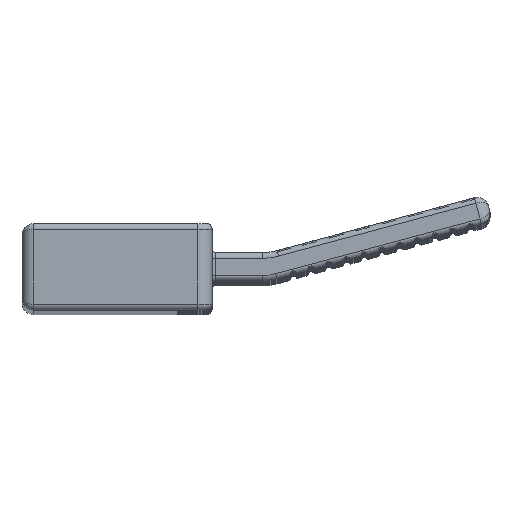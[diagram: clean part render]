
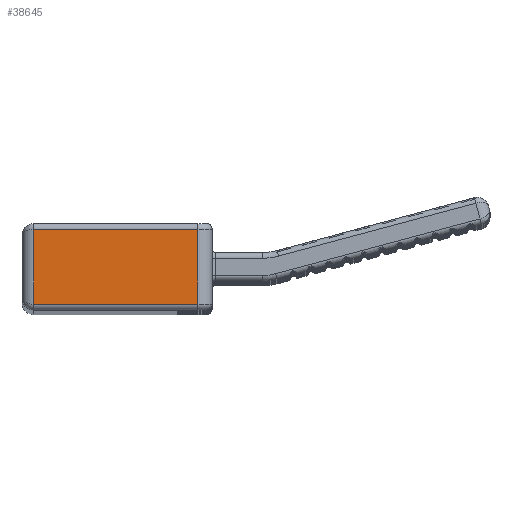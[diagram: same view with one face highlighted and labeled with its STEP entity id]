
A CAD part, top view. The second image highlights one B-rep face of the part: STEP entity #38645.
In plain terms, the highlighted planar face has unit normal (0, 0, 1).
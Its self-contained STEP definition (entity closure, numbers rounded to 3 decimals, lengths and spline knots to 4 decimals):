
#1240=PLANE('',#41240);
#4491=FACE_OUTER_BOUND('',#6807,.T.);
#6807=EDGE_LOOP('',(#27102,#27103,#27104,#27105));
#9315=LINE('',#56903,#12351);
#9320=LINE('',#56927,#12356);
#9321=LINE('',#56931,#12357);
#9322=LINE('',#56932,#12358);
#12351=VECTOR('',#45935,5.7);
#12356=VECTOR('',#45968,2.6);
#12357=VECTOR('',#45973,2.6);
#12358=VECTOR('',#45974,5.7);
#17483=VERTEX_POINT('',#56897);
#17484=VERTEX_POINT('',#56901);
#17489=VERTEX_POINT('',#56926);
#17490=VERTEX_POINT('',#56930);
#21097=EDGE_CURVE('',#17483,#17484,#9315,.T.);
#21109=EDGE_CURVE('',#17484,#17489,#9320,.T.);
#21111=EDGE_CURVE('',#17490,#17483,#9321,.T.);
#21112=EDGE_CURVE('',#17489,#17490,#9322,.T.);
#27102=ORIENTED_EDGE('',*,*,#21097,.F.);
#27103=ORIENTED_EDGE('',*,*,#21111,.F.);
#27104=ORIENTED_EDGE('',*,*,#21112,.F.);
#27105=ORIENTED_EDGE('',*,*,#21109,.F.);
#38645=ADVANCED_FACE('',(#4491),#1240,.T.);
#41240=AXIS2_PLACEMENT_3D('',#56929,#45971,#45972);
#45935=DIRECTION('',(1.,0.,0.));
#45968=DIRECTION('',(0.,-1.,0.));
#45971=DIRECTION('center_axis',(0.,0.,1.));
#45972=DIRECTION('ref_axis',(1.,0.,0.));
#45973=DIRECTION('',(0.,1.,0.));
#45974=DIRECTION('',(-1.,0.,0.));
#56897=CARTESIAN_POINT('',(-2.3,2.8,46.));
#56901=CARTESIAN_POINT('',(3.4,2.8,46.));
#56903=CARTESIAN_POINT('',(1.6913,2.8,46.));
#56926=CARTESIAN_POINT('',(3.4,0.2,46.));
#56927=CARTESIAN_POINT('',(3.4,0.,46.));
#56929=CARTESIAN_POINT('Origin',(2.7,0.,46.));
#56930=CARTESIAN_POINT('',(-2.3,0.2,46.));
#56931=CARTESIAN_POINT('',(-2.3,0.,46.));
#56932=CARTESIAN_POINT('',(1.6913,0.2,46.));
